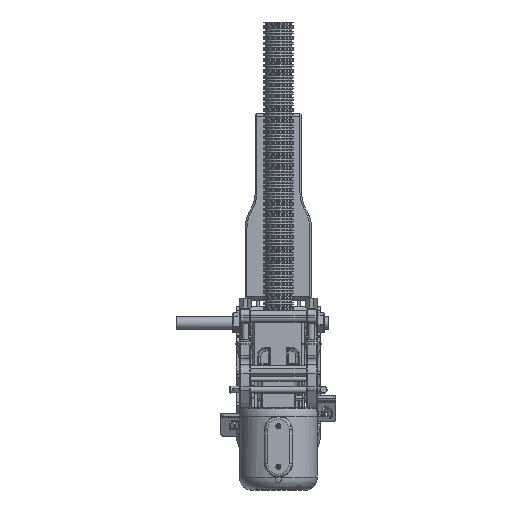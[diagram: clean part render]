
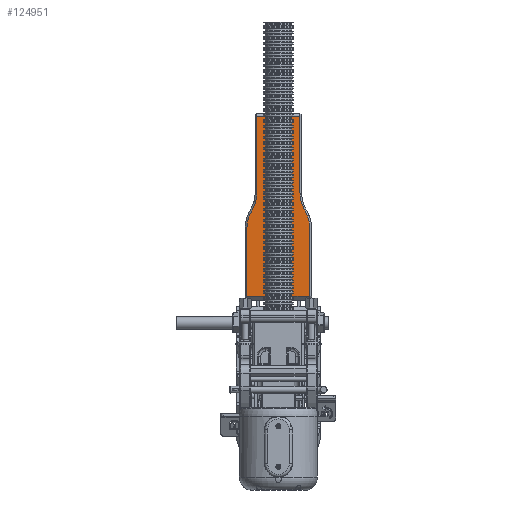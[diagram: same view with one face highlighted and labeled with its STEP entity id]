
A CAD part, front view. The second image highlights one B-rep face of the part: STEP entity #124951.
In plain terms, the highlighted planar face has unit normal (0, -1, 0).
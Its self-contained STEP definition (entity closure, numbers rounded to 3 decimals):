
#426 = CARTESIAN_POINT ( 'NONE',  ( -189.433, 364.518, 589.43 ) ) ;
#1202 = EDGE_LOOP ( 'NONE', ( #78052, #25752, #39733, #137364, #115879, #78151, #21177, #145132, #46971, #90882, #117221, #105700, #71542, #99410, #129641, #33806, #37798, #15079 ) ) ;
#1325 = CARTESIAN_POINT ( 'NONE',  ( -115.183, 364.518, 392.735 ) ) ;
#5768 = CARTESIAN_POINT ( 'NONE',  ( -154.933, 364.518, 589.43 ) ) ;
#5862 = VERTEX_POINT ( 'NONE', #78774 ) ;
#9366 = CARTESIAN_POINT ( 'NONE',  ( -154.933, 364.518, 595.383 ) ) ;
#9749 = VERTEX_POINT ( 'NONE', #1325 ) ;
#11241 = DIRECTION ( 'NONE',  ( 1., 0., 0. ) ) ;
#12064 = LINE ( 'NONE', #97720, #68059 ) ;
#12486 = DIRECTION ( 'NONE',  ( 0., 0., -1. ) ) ;
#15079 = ORIENTED_EDGE ( 'NONE', *, *, #42970, .T. ) ;
#16931 = VERTEX_POINT ( 'NONE', #9366 ) ;
#17340 = VERTEX_POINT ( 'NONE', #17715 ) ;
#17715 = CARTESIAN_POINT ( 'NONE',  ( -121.596, 364.518, 419.001 ) ) ;
#18659 = EDGE_CURVE ( 'NONE', #151797, #126128, #91762, .T. ) ;
#21177 = ORIENTED_EDGE ( 'NONE', *, *, #46910, .T. ) ;
#21192 = EDGE_CURVE ( 'NONE', #17340, #9749, #156054, .T. ) ;
#23530 = EDGE_CURVE ( 'NONE', #5862, #113104, #92915, .T. ) ;
#24068 = CARTESIAN_POINT ( 'NONE',  ( -274.183, 364.518, 456.698 ) ) ;
#24340 = AXIS2_PLACEMENT_3D ( 'NONE', #136998, #64148, #27807 ) ;
#25752 = ORIENTED_EDGE ( 'NONE', *, *, #51046, .T. ) ;
#26821 = EDGE_CURVE ( 'NONE', #137962, #151797, #28053, .T. ) ;
#27710 = VERTEX_POINT ( 'NONE', #47293 ) ;
#27807 = DIRECTION ( 'NONE',  ( 0., 0., -1. ) ) ;
#28053 = CIRCLE ( 'NONE', #64118, 63. ) ;
#28984 = CARTESIAN_POINT ( 'NONE',  ( -115.183, 364.518, 269.383 ) ) ;
#30764 = VERTEX_POINT ( 'NONE', #105172 ) ;
#30934 = DIRECTION ( 'NONE',  ( 0., -1., 0. ) ) ;
#31108 = CARTESIAN_POINT ( 'NONE',  ( -232.183, 364.518, 595.383 ) ) ;
#32977 = DIRECTION ( 'NONE',  ( 0., 0., -1. ) ) ;
#33027 = CARTESIAN_POINT ( 'NONE',  ( -211.183, 364.518, 595.383 ) ) ;
#33067 = CARTESIAN_POINT ( 'NONE',  ( -203.231, 364.518, 589.43 ) ) ;
#33806 = ORIENTED_EDGE ( 'NONE', *, *, #23530, .F. ) ;
#35227 = CARTESIAN_POINT ( 'NONE',  ( -133.183, 364.518, 456.698 ) ) ;
#37785 = LINE ( 'NONE', #75097, #146747 ) ;
#37798 = ORIENTED_EDGE ( 'NONE', *, *, #159027, .F. ) ;
#38203 = CARTESIAN_POINT ( 'NONE',  ( -172.183, 364.518, 392.735 ) ) ;
#39733 = ORIENTED_EDGE ( 'NONE', *, *, #146576, .T. ) ;
#40575 = CARTESIAN_POINT ( 'NONE',  ( -115.183, 364.518, 269.383 ) ) ;
#42970 = EDGE_CURVE ( 'NONE', #16931, #147296, #105940, .T. ) ;
#45001 = CARTESIAN_POINT ( 'NONE',  ( -203.231, 364.518, 588.43 ) ) ;
#45147 = DIRECTION ( 'NONE',  ( 0.461, 0., -0.887 ) ) ;
#45500 = LINE ( 'NONE', #58443, #147524 ) ;
#46910 = EDGE_CURVE ( 'NONE', #126128, #30764, #112840, .T. ) ;
#46971 = ORIENTED_EDGE ( 'NONE', *, *, #138902, .T. ) ;
#47217 = CARTESIAN_POINT ( 'NONE',  ( -122.258, 364.518, 269.383 ) ) ;
#47293 = CARTESIAN_POINT ( 'NONE',  ( -126.096, 364.518, 427.666 ) ) ;
#48599 = LINE ( 'NONE', #72107, #55439 ) ;
#51046 = EDGE_CURVE ( 'NONE', #140888, #120784, #101895, .T. ) ;
#53539 = CARTESIAN_POINT ( 'NONE',  ( -70.183, 364.518, 456.698 ) ) ;
#55177 = AXIS2_PLACEMENT_3D ( 'NONE', #53539, #30934, #104568 ) ;
#55439 = VECTOR ( 'NONE', #60746, 1000. ) ;
#56869 = CARTESIAN_POINT ( 'NONE',  ( -222.771, 364.518, 419.001 ) ) ;
#57650 = EDGE_CURVE ( 'NONE', #113104, #27710, #125061, .T. ) ;
#58194 = LINE ( 'NONE', #135040, #104057 ) ;
#58443 = CARTESIAN_POINT ( 'NONE',  ( -222.231, 364.518, 269.383 ) ) ;
#58487 = AXIS2_PLACEMENT_3D ( 'NONE', #38203, #123319, #12486 ) ;
#60746 = DIRECTION ( 'NONE',  ( -1., 0., 0. ) ) ;
#61625 = CARTESIAN_POINT ( 'NONE',  ( -189.433, 364.518, 595.383 ) ) ;
#62913 = DIRECTION ( 'NONE',  ( 0., 0., -1. ) ) ;
#64118 = AXIS2_PLACEMENT_3D ( 'NONE', #24068, #85540, #32977 ) ;
#64148 = DIRECTION ( 'NONE',  ( 0., 1., 0. ) ) ;
#66146 = PLANE ( 'NONE',  #103085 ) ;
#66165 = DIRECTION ( 'NONE',  ( 0., 0., -1. ) ) ;
#66932 = FACE_OUTER_BOUND ( 'NONE', #1202, .T. ) ;
#68059 = VECTOR ( 'NONE', #62913, 1000. ) ;
#70699 = CARTESIAN_POINT ( 'NONE',  ( -229.183, 364.518, 269.383 ) ) ;
#71542 = ORIENTED_EDGE ( 'NONE', *, *, #21192, .F. ) ;
#72107 = CARTESIAN_POINT ( 'NONE',  ( -112.183, 364.518, 269.383 ) ) ;
#74476 = EDGE_CURVE ( 'NONE', #84182, #137962, #58194, .T. ) ;
#74734 = VECTOR ( 'NONE', #66165, 1000. ) ;
#75097 = CARTESIAN_POINT ( 'NONE',  ( -222.231, 364.518, 269.383 ) ) ;
#77221 = EDGE_CURVE ( 'NONE', #140888, #147296, #155244, .T. ) ;
#77348 = EDGE_CURVE ( 'NONE', #30764, #81326, #12064, .T. ) ;
#77644 = DIRECTION ( 'NONE',  ( 0., 0., 1. ) ) ;
#78052 = ORIENTED_EDGE ( 'NONE', *, *, #77221, .F. ) ;
#78151 = ORIENTED_EDGE ( 'NONE', *, *, #18659, .T. ) ;
#78774 = CARTESIAN_POINT ( 'NONE',  ( -133.183, 364.518, 595.383 ) ) ;
#79261 = CARTESIAN_POINT ( 'NONE',  ( -189.433, 364.518, 595.383 ) ) ;
#81326 = VERTEX_POINT ( 'NONE', #70699 ) ;
#81829 = CARTESIAN_POINT ( 'NONE',  ( -211.183, 364.518, 456.698 ) ) ;
#82434 = DIRECTION ( 'NONE',  ( 1., 0., 0. ) ) ;
#82494 = DIRECTION ( 'NONE',  ( 0., 0., -1. ) ) ;
#82912 = CARTESIAN_POINT ( 'NONE',  ( -222.771, 364.518, 419.001 ) ) ;
#84089 = EDGE_CURVE ( 'NONE', #27710, #17340, #106625, .T. ) ;
#84182 = VERTEX_POINT ( 'NONE', #33027 ) ;
#84880 = DIRECTION ( 'NONE',  ( 0., 0., -1. ) ) ;
#85540 = DIRECTION ( 'NONE',  ( 0., 1., 0. ) ) ;
#90882 = ORIENTED_EDGE ( 'NONE', *, *, #108029, .T. ) ;
#91007 = VECTOR ( 'NONE', #82494, 1000. ) ;
#91762 = LINE ( 'NONE', #56869, #92767 ) ;
#92767 = VECTOR ( 'NONE', #155574, 1000. ) ;
#92915 = LINE ( 'NONE', #143012, #105018 ) ;
#94520 = DIRECTION ( 'NONE',  ( 0., 0., -1. ) ) ;
#96276 = DIRECTION ( 'NONE',  ( 1., 0., 0. ) ) ;
#97720 = CARTESIAN_POINT ( 'NONE',  ( -229.183, 364.518, 269.383 ) ) ;
#99410 = ORIENTED_EDGE ( 'NONE', *, *, #84089, .F. ) ;
#101895 = LINE ( 'NONE', #79261, #142527 ) ;
#103085 = AXIS2_PLACEMENT_3D ( 'NONE', #45001, #154248, #106492 ) ;
#104057 = VECTOR ( 'NONE', #84880, 1000. ) ;
#104568 = DIRECTION ( 'NONE',  ( 0., 0., -1. ) ) ;
#105018 = VECTOR ( 'NONE', #94520, 1000. ) ;
#105172 = CARTESIAN_POINT ( 'NONE',  ( -229.183, 364.518, 392.735 ) ) ;
#105700 = ORIENTED_EDGE ( 'NONE', *, *, #139579, .F. ) ;
#105940 = LINE ( 'NONE', #5768, #91007 ) ;
#106492 = DIRECTION ( 'NONE',  ( 0., 0., -1. ) ) ;
#106593 = VECTOR ( 'NONE', #82434, 1000. ) ;
#106625 = LINE ( 'NONE', #155976, #116851 ) ;
#108029 = EDGE_CURVE ( 'NONE', #111524, #148743, #45500, .T. ) ;
#108699 = DIRECTION ( 'NONE',  ( -1., 0., 0. ) ) ;
#109648 = VECTOR ( 'NONE', #108699, 1000. ) ;
#111524 = VERTEX_POINT ( 'NONE', #47217 ) ;
#112840 = CIRCLE ( 'NONE', #58487, 57. ) ;
#113104 = VERTEX_POINT ( 'NONE', #35227 ) ;
#115879 = ORIENTED_EDGE ( 'NONE', *, *, #26821, .T. ) ;
#116851 = VECTOR ( 'NONE', #45147, 1000. ) ;
#117064 = CARTESIAN_POINT ( 'NONE',  ( -218.271, 364.518, 427.666 ) ) ;
#117221 = ORIENTED_EDGE ( 'NONE', *, *, #153810, .F. ) ;
#120784 = VERTEX_POINT ( 'NONE', #61625 ) ;
#123319 = DIRECTION ( 'NONE',  ( 0., -1., 0. ) ) ;
#124951 = ADVANCED_FACE ( 'NONE', ( #66932 ), #66146, .T. ) ;
#125061 = CIRCLE ( 'NONE', #55177, 63. ) ;
#126128 = VERTEX_POINT ( 'NONE', #82912 ) ;
#127712 = LINE ( 'NONE', #28984, #74734 ) ;
#129641 = ORIENTED_EDGE ( 'NONE', *, *, #57650, .F. ) ;
#129755 = DIRECTION ( 'NONE',  ( 1., 0., 0. ) ) ;
#133348 = VECTOR ( 'NONE', #96276, 1000. ) ;
#134456 = CARTESIAN_POINT ( 'NONE',  ( -154.933, 364.518, 589.43 ) ) ;
#135040 = CARTESIAN_POINT ( 'NONE',  ( -211.183, 364.518, 456.698 ) ) ;
#136998 = CARTESIAN_POINT ( 'NONE',  ( -172.183, 364.518, 392.735 ) ) ;
#137364 = ORIENTED_EDGE ( 'NONE', *, *, #74476, .T. ) ;
#137962 = VERTEX_POINT ( 'NONE', #81829 ) ;
#138902 = EDGE_CURVE ( 'NONE', #81326, #111524, #37785, .T. ) ;
#139579 = EDGE_CURVE ( 'NONE', #9749, #154469, #127712, .T. ) ;
#140888 = VERTEX_POINT ( 'NONE', #426 ) ;
#141914 = LINE ( 'NONE', #31108, #109648 ) ;
#142527 = VECTOR ( 'NONE', #77644, 1000. ) ;
#143012 = CARTESIAN_POINT ( 'NONE',  ( -133.183, 364.518, 456.698 ) ) ;
#143222 = LINE ( 'NONE', #144017, #133348 ) ;
#144017 = CARTESIAN_POINT ( 'NONE',  ( -112.183, 364.518, 595.383 ) ) ;
#145132 = ORIENTED_EDGE ( 'NONE', *, *, #77348, .T. ) ;
#146576 = EDGE_CURVE ( 'NONE', #120784, #84182, #141914, .T. ) ;
#146747 = VECTOR ( 'NONE', #11241, 1000. ) ;
#147296 = VERTEX_POINT ( 'NONE', #134456 ) ;
#147524 = VECTOR ( 'NONE', #129755, 1000. ) ;
#148743 = VERTEX_POINT ( 'NONE', #158703 ) ;
#151797 = VERTEX_POINT ( 'NONE', #117064 ) ;
#153810 = EDGE_CURVE ( 'NONE', #154469, #148743, #48599, .T. ) ;
#154248 = DIRECTION ( 'NONE',  ( 0., -1., 0. ) ) ;
#154469 = VERTEX_POINT ( 'NONE', #40575 ) ;
#155244 = LINE ( 'NONE', #33067, #106593 ) ;
#155574 = DIRECTION ( 'NONE',  ( -0.461, 0., -0.887 ) ) ;
#155976 = CARTESIAN_POINT ( 'NONE',  ( -121.596, 364.518, 419.001 ) ) ;
#156054 = CIRCLE ( 'NONE', #24340, 57. ) ;
#158703 = CARTESIAN_POINT ( 'NONE',  ( -122.136, 364.518, 269.383 ) ) ;
#159027 = EDGE_CURVE ( 'NONE', #16931, #5862, #143222, .T. ) ;
